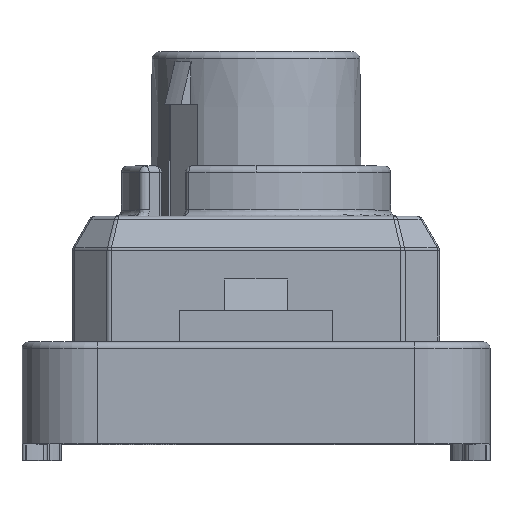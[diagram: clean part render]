
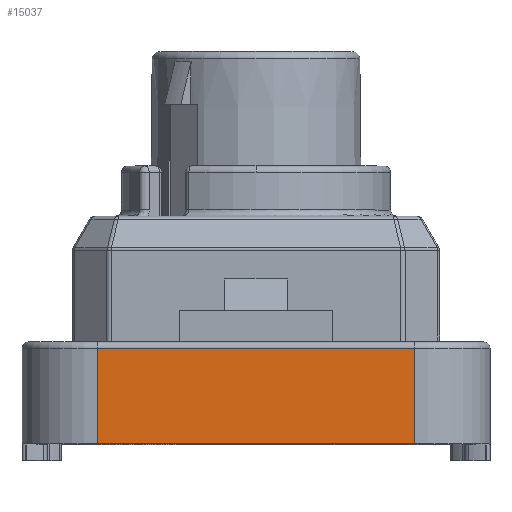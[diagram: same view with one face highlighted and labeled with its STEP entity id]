
A CAD part, top view. The second image highlights one B-rep face of the part: STEP entity #15037.
In plain terms, the highlighted planar face has unit normal (0, 0, 1).
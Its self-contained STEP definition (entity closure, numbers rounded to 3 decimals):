
#33 = VERTEX_POINT ( 'NONE', #12840 ) ;
#223 = VERTEX_POINT ( 'NONE', #6426 ) ;
#725 = AXIS2_PLACEMENT_3D ( 'NONE', #4981, #10772, #12279 ) ;
#887 = FACE_OUTER_BOUND ( 'NONE', #11718, .T. ) ;
#1279 = ORIENTED_EDGE ( 'NONE', *, *, #11243, .T. ) ;
#1478 = DIRECTION ( 'NONE',  ( 0., 1., 0. ) ) ;
#2000 = DIRECTION ( 'NONE',  ( 0., -1., 0. ) ) ;
#2052 = VERTEX_POINT ( 'NONE', #2651 ) ;
#2515 = VECTOR ( 'NONE', #2000, 1000. ) ;
#2651 = CARTESIAN_POINT ( 'NONE',  ( -6.3, -5.25, 9.075 ) ) ;
#3776 = LINE ( 'NONE', #7863, #5729 ) ;
#4981 = CARTESIAN_POINT ( 'NONE',  ( 0., -9.1, 9.075 ) ) ;
#5101 = VERTEX_POINT ( 'NONE', #9390 ) ;
#5679 = CARTESIAN_POINT ( 'NONE',  ( 0., -5.25, 9.075 ) ) ;
#5729 = VECTOR ( 'NONE', #11698, 1000. ) ;
#6426 = CARTESIAN_POINT ( 'NONE',  ( 6.3, -9.05, 9.075 ) ) ;
#6493 = EDGE_CURVE ( 'NONE', #223, #33, #3776, .T. ) ;
#7163 = EDGE_CURVE ( 'NONE', #5101, #2052, #12460, .T. ) ;
#7863 = CARTESIAN_POINT ( 'NONE',  ( 0., -9.05, 9.075 ) ) ;
#7943 = ORIENTED_EDGE ( 'NONE', *, *, #6493, .F. ) ;
#8759 = LINE ( 'NONE', #14202, #2515 ) ;
#9390 = CARTESIAN_POINT ( 'NONE',  ( 6.3, -5.25, 9.075 ) ) ;
#9576 = CARTESIAN_POINT ( 'NONE',  ( 6.3, -9.1, 9.075 ) ) ;
#9947 = DIRECTION ( 'NONE',  ( -1., 0., 0. ) ) ;
#10772 = DIRECTION ( 'NONE',  ( 0., 0., -1. ) ) ;
#11124 = EDGE_CURVE ( 'NONE', #223, #5101, #16553, .T. ) ;
#11243 = EDGE_CURVE ( 'NONE', #2052, #33, #8759, .T. ) ;
#11364 = ORIENTED_EDGE ( 'NONE', *, *, #11124, .T. ) ;
#11698 = DIRECTION ( 'NONE',  ( -1., 0., 0. ) ) ;
#11718 = EDGE_LOOP ( 'NONE', ( #11364, #16178, #1279, #7943 ) ) ;
#12279 = DIRECTION ( 'NONE',  ( -1., 0., 0. ) ) ;
#12444 = VECTOR ( 'NONE', #1478, 1000. ) ;
#12460 = LINE ( 'NONE', #5679, #16318 ) ;
#12840 = CARTESIAN_POINT ( 'NONE',  ( -6.3, -9.05, 9.075 ) ) ;
#14202 = CARTESIAN_POINT ( 'NONE',  ( -6.3, -9.1, 9.075 ) ) ;
#15037 = ADVANCED_FACE ( 'NONE', ( #887 ), #17222, .F. ) ;
#16178 = ORIENTED_EDGE ( 'NONE', *, *, #7163, .T. ) ;
#16318 = VECTOR ( 'NONE', #9947, 1000. ) ;
#16553 = LINE ( 'NONE', #9576, #12444 ) ;
#17222 = PLANE ( 'NONE',  #725 ) ;
